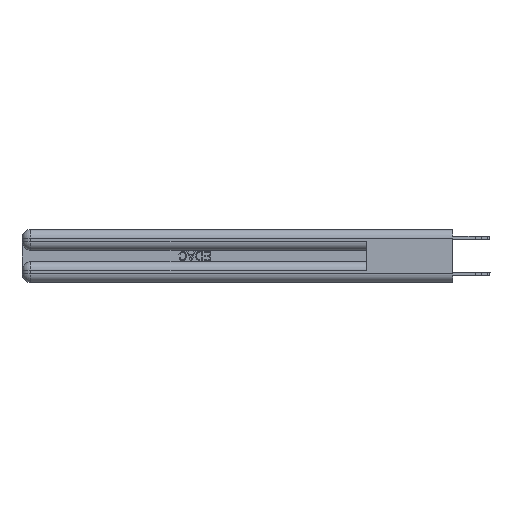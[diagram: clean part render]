
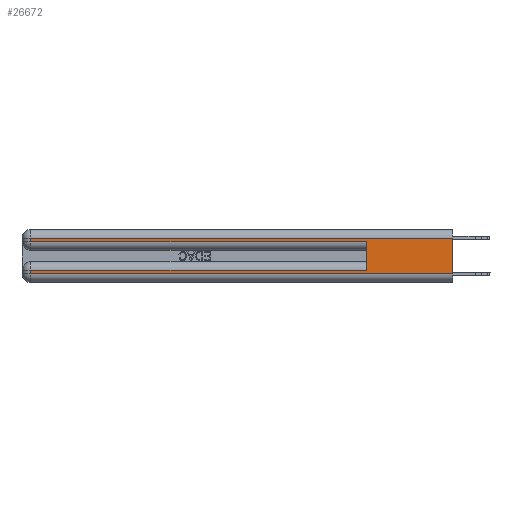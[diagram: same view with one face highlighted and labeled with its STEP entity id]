
A CAD part, left-side view. The second image highlights one B-rep face of the part: STEP entity #26672.
In plain terms, the highlighted planar face has unit normal (-1, 0, 0).
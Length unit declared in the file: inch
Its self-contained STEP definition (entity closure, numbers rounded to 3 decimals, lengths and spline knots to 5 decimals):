
#151 = VERTEX_POINT ( 'NONE', #401 ) ;
#401 = CARTESIAN_POINT ( 'NONE',  ( 0., 2.94, 0.285 ) ) ;
#518 = LINE ( 'NONE', #29939, #7050 ) ;
#530 = DIRECTION ( 'NONE',  ( 0., 0., -1. ) ) ;
#753 = EDGE_CURVE ( 'NONE', #24418, #15253, #21799, .T. ) ;
#1026 = VERTEX_POINT ( 'NONE', #16750 ) ;
#1503 = DIRECTION ( 'NONE',  ( 0., -1., 0. ) ) ;
#2560 = EDGE_CURVE ( 'NONE', #1026, #6555, #518, .T. ) ;
#2777 = LINE ( 'NONE', #17728, #9973 ) ;
#3084 = ORIENTED_EDGE ( 'NONE', *, *, #3272, .F. ) ;
#3272 = EDGE_CURVE ( 'NONE', #1026, #24719, #12370, .T. ) ;
#3513 = AXIS2_PLACEMENT_3D ( 'NONE', #18427, #11262, #28123 ) ;
#4466 = VECTOR ( 'NONE', #1503, 39.37008 ) ;
#5350 = CARTESIAN_POINT ( 'NONE',  ( 0., 0.6, 0.145 ) ) ;
#5448 = CARTESIAN_POINT ( 'NONE',  ( 0., 2.94, 0.37 ) ) ;
#6168 = FACE_OUTER_BOUND ( 'NONE', #13539, .T. ) ;
#6555 = VERTEX_POINT ( 'NONE', #15866 ) ;
#7050 = VECTOR ( 'NONE', #19934, 39.37008 ) ;
#7358 = CARTESIAN_POINT ( 'NONE',  ( 0., 2.94, 0.06 ) ) ;
#8163 = ORIENTED_EDGE ( 'NONE', *, *, #23681, .T. ) ;
#9357 = CARTESIAN_POINT ( 'NONE',  ( 0., 0., 0.06 ) ) ;
#9384 = DIRECTION ( 'NONE',  ( 0., 1., 0. ) ) ;
#9973 = VECTOR ( 'NONE', #15333, 39.37008 ) ;
#10072 = ORIENTED_EDGE ( 'NONE', *, *, #753, .T. ) ;
#10708 = EDGE_CURVE ( 'NONE', #24418, #26142, #27149, .T. ) ;
#11262 = DIRECTION ( 'NONE',  ( 1., 0., 0. ) ) ;
#11967 = DIRECTION ( 'NONE',  ( 0., -1., 0. ) ) ;
#12370 = LINE ( 'NONE', #14592, #19369 ) ;
#12657 = EDGE_CURVE ( 'NONE', #151, #26142, #21537, .T. ) ;
#13216 = VECTOR ( 'NONE', #11967, 39.37008 ) ;
#13484 = PLANE ( 'NONE',  #3513 ) ;
#13539 = EDGE_LOOP ( 'NONE', ( #3084, #16193, #20637, #16189, #25828, #10072, #26354, #8163 ) ) ;
#14592 = CARTESIAN_POINT ( 'NONE',  ( 0., 0., 0.37 ) ) ;
#15253 = VERTEX_POINT ( 'NONE', #17777 ) ;
#15333 = DIRECTION ( 'NONE',  ( 0., 0., -1. ) ) ;
#15866 = CARTESIAN_POINT ( 'NONE',  ( 0., 2.94, 0.31 ) ) ;
#16189 = ORIENTED_EDGE ( 'NONE', *, *, #12657, .T. ) ;
#16193 = ORIENTED_EDGE ( 'NONE', *, *, #2560, .T. ) ;
#16389 = VECTOR ( 'NONE', #9384, 39.37008 ) ;
#16750 = CARTESIAN_POINT ( 'NONE',  ( 0., 0., 0.31 ) ) ;
#17617 = DIRECTION ( 'NONE',  ( 0., 0., -1. ) ) ;
#17728 = CARTESIAN_POINT ( 'NONE',  ( 0., 2.94, 0.37 ) ) ;
#17777 = CARTESIAN_POINT ( 'NONE',  ( 0., 2.94, 0.085 ) ) ;
#18427 = CARTESIAN_POINT ( 'NONE',  ( 0., 0., 0.37 ) ) ;
#18443 = EDGE_CURVE ( 'NONE', #15253, #23772, #19947, .T. ) ;
#19268 = VECTOR ( 'NONE', #29838, 39.37008 ) ;
#19369 = VECTOR ( 'NONE', #17617, 39.37008 ) ;
#19572 = CARTESIAN_POINT ( 'NONE',  ( 0., 0., 0.085 ) ) ;
#19934 = DIRECTION ( 'NONE',  ( 0., 1., 0. ) ) ;
#19947 = LINE ( 'NONE', #5448, #29143 ) ;
#20637 = ORIENTED_EDGE ( 'NONE', *, *, #22191, .T. ) ;
#21537 = LINE ( 'NONE', #28839, #13216 ) ;
#21799 = LINE ( 'NONE', #19572, #16389 ) ;
#22191 = EDGE_CURVE ( 'NONE', #6555, #151, #2777, .T. ) ;
#23392 = CARTESIAN_POINT ( 'NONE',  ( 0., 0.6, 0.285 ) ) ;
#23681 = EDGE_CURVE ( 'NONE', #23772, #24719, #26002, .T. ) ;
#23772 = VERTEX_POINT ( 'NONE', #7358 ) ;
#24418 = VERTEX_POINT ( 'NONE', #26889 ) ;
#24719 = VERTEX_POINT ( 'NONE', #9357 ) ;
#25828 = ORIENTED_EDGE ( 'NONE', *, *, #10708, .F. ) ;
#26002 = LINE ( 'NONE', #30918, #4466 ) ;
#26142 = VERTEX_POINT ( 'NONE', #23392 ) ;
#26354 = ORIENTED_EDGE ( 'NONE', *, *, #18443, .T. ) ;
#26672 = ADVANCED_FACE ( 'NONE', ( #6168 ), #13484, .F. ) ;
#26889 = CARTESIAN_POINT ( 'NONE',  ( 0., 0.6, 0.085 ) ) ;
#27149 = LINE ( 'NONE', #5350, #19268 ) ;
#28123 = DIRECTION ( 'NONE',  ( 0., 0., -1. ) ) ;
#28839 = CARTESIAN_POINT ( 'NONE',  ( 0., 0., 0.285 ) ) ;
#29143 = VECTOR ( 'NONE', #530, 39.37008 ) ;
#29838 = DIRECTION ( 'NONE',  ( 0., 0., 1. ) ) ;
#29939 = CARTESIAN_POINT ( 'NONE',  ( 0., 0., 0.31 ) ) ;
#30918 = CARTESIAN_POINT ( 'NONE',  ( 0., 0., 0.06 ) ) ;
